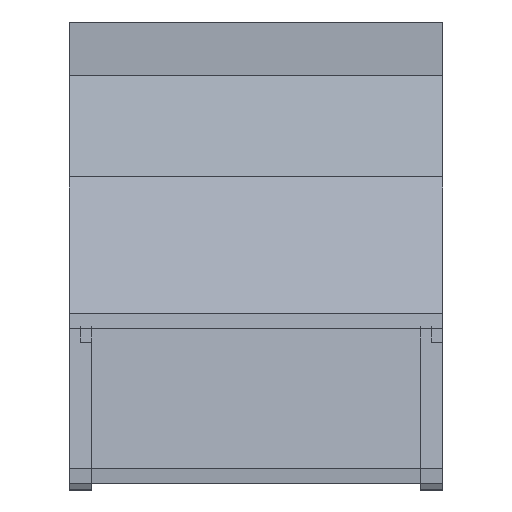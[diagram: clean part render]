
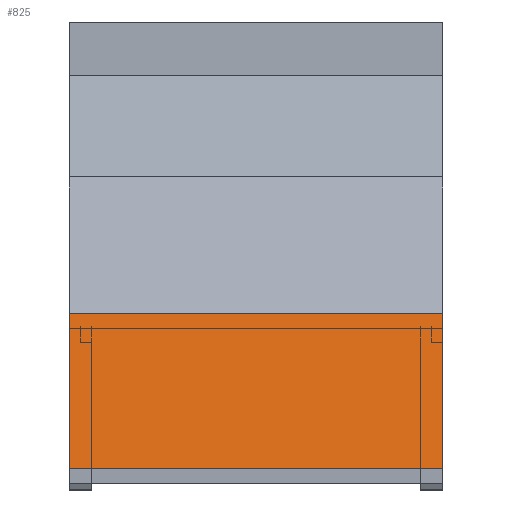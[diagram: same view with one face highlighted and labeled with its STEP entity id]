
A CAD part, left-side view. The second image highlights one B-rep face of the part: STEP entity #825.
In plain terms, the highlighted planar face has unit normal (-0.985, 0, 0.174).
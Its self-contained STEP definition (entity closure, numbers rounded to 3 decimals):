
#825=ADVANCED_FACE('',(#1231),#6287,.T.);
#1231=FACE_OUTER_BOUND('',#1637,.T.);
#1637=EDGE_LOOP('',(#2106,#2107,#2108,#2109));
#2106=ORIENTED_EDGE('',*,*,#4145,.F.);
#2107=ORIENTED_EDGE('',*,*,#4143,.F.);
#2108=ORIENTED_EDGE('',*,*,#4141,.F.);
#2109=ORIENTED_EDGE('',*,*,#4139,.F.);
#4139=EDGE_CURVE('',#5630,#5631,#5163,.T.);
#4141=EDGE_CURVE('',#5631,#5632,#5165,.T.);
#4143=EDGE_CURVE('',#5632,#5633,#5167,.T.);
#4145=EDGE_CURVE('',#5633,#5630,#5169,.T.);
#5163=B_SPLINE_CURVE_WITH_KNOTS('',1,(#7464,#7465),.UNSPECIFIED.,.F.,.F.,
(2,2),(0.,495.),.UNSPECIFIED.);
#5165=B_SPLINE_CURVE_WITH_KNOTS('',1,(#7468,#7469),.UNSPECIFIED.,.F.,.F.,
(2,2),(0.,208.442),.UNSPECIFIED.);
#5167=B_SPLINE_CURVE_WITH_KNOTS('',1,(#7472,#7473),.UNSPECIFIED.,.F.,.F.,
(2,2),(-495.,0.),.UNSPECIFIED.);
#5169=B_SPLINE_CURVE_WITH_KNOTS('',1,(#7476,#7477),.UNSPECIFIED.,.F.,.F.,
(2,2),(-208.442,0.),.UNSPECIFIED.);
#5630=VERTEX_POINT('',#7450);
#5631=VERTEX_POINT('',#7451);
#5632=VERTEX_POINT('',#7452);
#5633=VERTEX_POINT('',#7453);
#6287=PLANE('',#6631);
#6631=AXIS2_PLACEMENT_3D('',#7445,#7038,$);
#7038=DIRECTION('',(-0.985,0.,0.174));
#7445=CARTESIAN_POINT('',(-564.152,480.,225.248));
#7450=CARTESIAN_POINT('',(-564.152,480.,225.248));
#7451=CARTESIAN_POINT('',(-564.152,-15.,225.248));
#7452=CARTESIAN_POINT('',(-600.5,-15.,20.));
#7453=CARTESIAN_POINT('',(-600.5,480.,20.));
#7464=CARTESIAN_POINT('',(-564.152,480.,225.248));
#7465=CARTESIAN_POINT('',(-564.152,-15.,225.248));
#7468=CARTESIAN_POINT('',(-564.152,-15.,225.248));
#7469=CARTESIAN_POINT('',(-600.5,-15.,20.));
#7472=CARTESIAN_POINT('',(-600.5,-15.,20.));
#7473=CARTESIAN_POINT('',(-600.5,480.,20.));
#7476=CARTESIAN_POINT('',(-600.5,480.,20.));
#7477=CARTESIAN_POINT('',(-564.152,480.,225.248));
